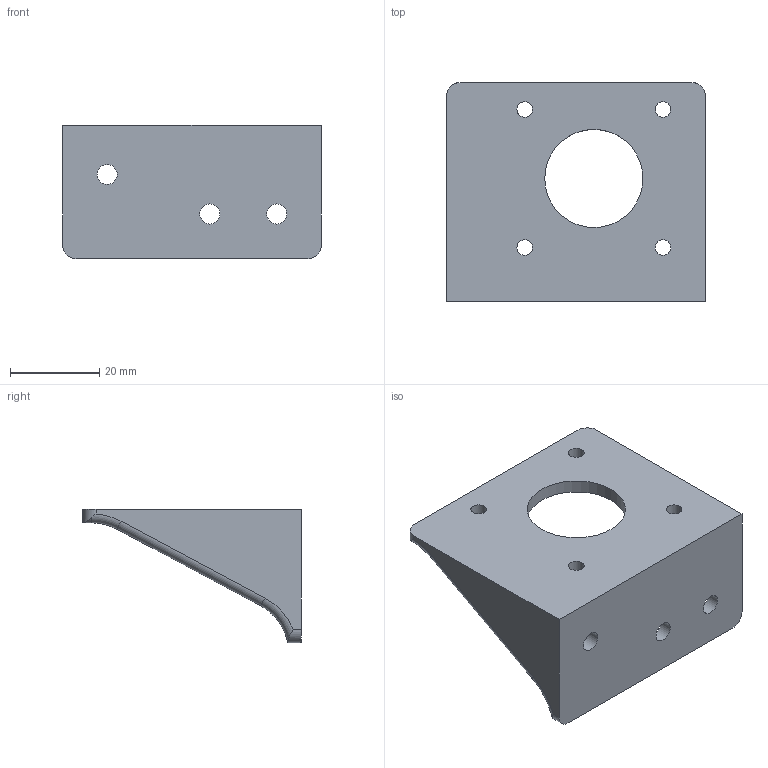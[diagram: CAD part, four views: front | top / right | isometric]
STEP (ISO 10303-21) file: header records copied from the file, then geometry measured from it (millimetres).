
FILE_DESCRIPTION(/* description */ (''),/* implementation_level */ '2;1');
FILE_NAME(/* name */ 'Motor Bracket Right.stp',/* time_stamp */ '2019-04-02T19:35:03+01:00',/* author */ ('Ax'),/* organization */ (''),/* preprocessor_version */ 'ST-DEVELOPER v17.2',/* originating_system */ 'Autodesk Inventor 2019',/* authorisation */ '');
FILE_SCHEMA (('AUTOMOTIVE_DESIGN { 1 0 10303 214 3 1 1 }'));
Length unit declared in the file: millimetre
Products named in the file (1): Motor Bracket Right
Bounding box: 58 x 49 x 29.85 mm (x, y, z)
Volume: 14420.7 mm3; surface area: 10731.7 mm2
Topology: 1 solids, 1 shells, 36 faces, 99 edges, 65 vertices
Faces by surface type: cylinder 20, plane 12, torus 4
Full cylindrical faces by diameter (mm): 3.5 x4, 4.5 x3, 22 x1
Entity records: 1275 total; most frequent: CARTESIAN_POINT 253, DIRECTION 212, ORIENTED_EDGE 198, EDGE_CURVE 99, AXIS2_PLACEMENT_3D 84, VERTEX_POINT 65, EDGE_LOOP 52, CIRCLE 47
